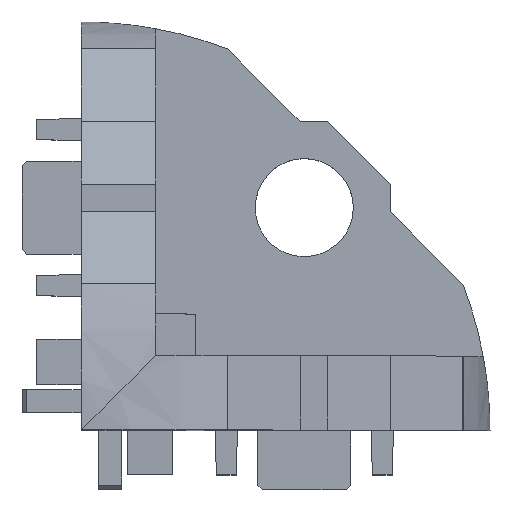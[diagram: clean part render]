
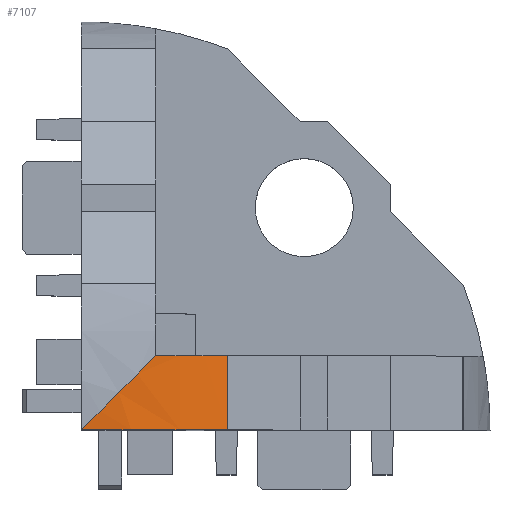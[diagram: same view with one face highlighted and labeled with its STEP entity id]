
A CAD part, top view. The second image highlights one B-rep face of the part: STEP entity #7107.
In plain terms, the highlighted cylindrical face has radius 27.5 mm (diameter 55 mm), a partial arc.
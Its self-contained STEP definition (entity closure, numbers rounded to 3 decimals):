
#2323 = PLANE('',#2324);
#2324 = AXIS2_PLACEMENT_3D('',#2325,#2326,#2327);
#2325 = CARTESIAN_POINT('',(0.,0.,27.5));
#2326 = DIRECTION('',(0.,1.,0.));
#2327 = DIRECTION('',(0.,-0.,1.));
#5027 = PLANE('',#5028);
#5028 = AXIS2_PLACEMENT_3D('',#5029,#5030,#5031);
#5029 = CARTESIAN_POINT('',(5.,5.,32.5));
#5030 = DIRECTION('',(0.,1.,0.));
#5031 = DIRECTION('',(0.,-0.,1.));
#5827 = EDGE_CURVE('',#5828,#5830,#5832,.T.);
#5828 = VERTEX_POINT('',#5829);
#5829 = CARTESIAN_POINT('',(9.837,5.,25.681));
#5830 = VERTEX_POINT('',#5831);
#5831 = CARTESIAN_POINT('',(9.837,0.,25.681));
#5832 = SURFACE_CURVE('',#5833,(#5837,#5849),.PCURVE_S1.);
#5833 = LINE('',#5834,#5835);
#5834 = CARTESIAN_POINT('',(9.837,5.,25.681));
#5835 = VECTOR('',#5836,1.);
#5836 = DIRECTION('',(-0.,-1.,-0.));
#5837 = PCURVE('',#5838,#5843);
#5838 = PLANE('',#5839);
#5839 = AXIS2_PLACEMENT_3D('',#5840,#5841,#5842);
#5840 = CARTESIAN_POINT('',(9.834,5.,25.678));
#5841 = DIRECTION('',(0.707,0.,-0.707));
#5842 = DIRECTION('',(-0.707,0.,-0.707));
#5843 = DEFINITIONAL_REPRESENTATION('',(#5844),#5848);
#5844 = LINE('',#5845,#5846);
#5845 = CARTESIAN_POINT('',(-0.004,0.));
#5846 = VECTOR('',#5847,1.);
#5847 = DIRECTION('',(0.,-1.));
#5848 = ( GEOMETRIC_REPRESENTATION_CONTEXT(2) 
PARAMETRIC_REPRESENTATION_CONTEXT() REPRESENTATION_CONTEXT('2D SPACE',''
  ) );
#5849 = PCURVE('',#5850,#5855);
#5850 = CYLINDRICAL_SURFACE('',#5851,27.5);
#5851 = AXIS2_PLACEMENT_3D('',#5852,#5853,#5854);
#5852 = CARTESIAN_POINT('',(0.,5.,0.)
  );
#5853 = DIRECTION('',(-0.,1.,0.));
#5854 = DIRECTION('',(0.,0.,-1.));
#5855 = DEFINITIONAL_REPRESENTATION('',(#5856),#5860);
#5856 = LINE('',#5857,#5858);
#5857 = CARTESIAN_POINT('',(3.507,0.));
#5858 = VECTOR('',#5859,1.);
#5859 = DIRECTION('',(0.,-1.));
#5860 = ( GEOMETRIC_REPRESENTATION_CONTEXT(2) 
PARAMETRIC_REPRESENTATION_CONTEXT() REPRESENTATION_CONTEXT('2D SPACE',''
  ) );
#6508 = CYLINDRICAL_SURFACE('',#6509,27.5);
#6509 = AXIS2_PLACEMENT_3D('',#6510,#6511,#6512);
#6510 = CARTESIAN_POINT('',(5.,0.,0.)
  );
#6511 = DIRECTION('',(1.,-0.,-0.));
#6512 = DIRECTION('',(0.,0.,1.));
#7107 = ADVANCED_FACE('',(#7108),#5850,.T.);
#7108 = FACE_BOUND('',#7109,.T.);
#7109 = EDGE_LOOP('',(#7110,#7111,#7135,#7203));
#7110 = ORIENTED_EDGE('',*,*,#5827,.F.);
#7111 = ORIENTED_EDGE('',*,*,#7112,.F.);
#7112 = EDGE_CURVE('',#7113,#5828,#7115,.T.);
#7113 = VERTEX_POINT('',#7114);
#7114 = CARTESIAN_POINT('',(5.,5.,27.042));
#7115 = SURFACE_CURVE('',#7116,(#7121,#7128),.PCURVE_S1.);
#7116 = CIRCLE('',#7117,27.5);
#7117 = AXIS2_PLACEMENT_3D('',#7118,#7119,#7120);
#7118 = CARTESIAN_POINT('',(0.,5.,0.)
  );
#7119 = DIRECTION('',(-0.,1.,0.));
#7120 = DIRECTION('',(1.,0.,0.));
#7121 = PCURVE('',#5850,#7122);
#7122 = DEFINITIONAL_REPRESENTATION('',(#7123),#7127);
#7123 = LINE('',#7124,#7125);
#7124 = CARTESIAN_POINT('',(-1.571,0.));
#7125 = VECTOR('',#7126,1.);
#7126 = DIRECTION('',(1.,0.));
#7127 = ( GEOMETRIC_REPRESENTATION_CONTEXT(2) 
PARAMETRIC_REPRESENTATION_CONTEXT() REPRESENTATION_CONTEXT('2D SPACE',''
  ) );
#7128 = PCURVE('',#5027,#7129);
#7129 = DEFINITIONAL_REPRESENTATION('',(#7130),#7134);
#7130 = CIRCLE('',#7131,27.5);
#7131 = AXIS2_PLACEMENT_2D('',#7132,#7133);
#7132 = CARTESIAN_POINT('',(-32.5,-5.));
#7133 = DIRECTION('',(0.,1.));
#7134 = ( GEOMETRIC_REPRESENTATION_CONTEXT(2) 
PARAMETRIC_REPRESENTATION_CONTEXT() REPRESENTATION_CONTEXT('2D SPACE',''
  ) );
#7135 = ORIENTED_EDGE('',*,*,#7136,.F.);
#7136 = EDGE_CURVE('',#7137,#7113,#7139,.T.);
#7137 = VERTEX_POINT('',#7138);
#7138 = CARTESIAN_POINT('',(0.,0.,27.5));
#7139 = SURFACE_CURVE('',#7140,(#7145,#7174),.PCURVE_S1.);
#7140 = ELLIPSE('',#7141,38.891,27.5);
#7141 = AXIS2_PLACEMENT_3D('',#7142,#7143,#7144);
#7142 = CARTESIAN_POINT('',(0.,0.,
    0.));
#7143 = DIRECTION('',(-0.707,0.707,0.));
#7144 = DIRECTION('',(-0.707,-0.707,-0.));
#7145 = PCURVE('',#5850,#7146);
#7146 = DEFINITIONAL_REPRESENTATION('',(#7147),#7173);
#7147 = B_SPLINE_CURVE_WITH_KNOTS('',3,(#7148,#7149,#7150,#7151,#7152,
    #7153,#7154,#7155,#7156,#7157,#7158,#7159,#7160,#7161,#7162,#7163,
    #7164,#7165,#7166,#7167,#7168,#7169,#7170,#7171,#7172),
  .UNSPECIFIED.,.F.,.F.,(4,1,1,1,1,1,1,1,1,1,1,1,1,1,1,1,1,1,1,1,1,1,4),
  (1.571,1.579,1.587,1.596,
    1.604,1.612,1.621,1.629,
    1.637,1.646,1.654,1.662,
    1.671,1.679,1.687,1.695,
    1.704,1.712,1.72,1.729,
    1.737,1.745,1.754),
  .QUASI_UNIFORM_KNOTS.);
#7148 = CARTESIAN_POINT('',(3.142,-5.));
#7149 = CARTESIAN_POINT('',(3.144,-4.924));
#7150 = CARTESIAN_POINT('',(3.15,-4.771));
#7151 = CARTESIAN_POINT('',(3.158,-4.543));
#7152 = CARTESIAN_POINT('',(3.167,-4.314));
#7153 = CARTESIAN_POINT('',(3.175,-4.086));
#7154 = CARTESIAN_POINT('',(3.183,-3.858));
#7155 = CARTESIAN_POINT('',(3.191,-3.629));
#7156 = CARTESIAN_POINT('',(3.2,-3.401));
#7157 = CARTESIAN_POINT('',(3.208,-3.173));
#7158 = CARTESIAN_POINT('',(3.216,-2.945));
#7159 = CARTESIAN_POINT('',(3.225,-2.717));
#7160 = CARTESIAN_POINT('',(3.233,-2.489));
#7161 = CARTESIAN_POINT('',(3.241,-2.262));
#7162 = CARTESIAN_POINT('',(3.25,-2.035));
#7163 = CARTESIAN_POINT('',(3.258,-1.808));
#7164 = CARTESIAN_POINT('',(3.266,-1.581));
#7165 = CARTESIAN_POINT('',(3.275,-1.354));
#7166 = CARTESIAN_POINT('',(3.283,-1.128));
#7167 = CARTESIAN_POINT('',(3.291,-0.901));
#7168 = CARTESIAN_POINT('',(3.299,-0.676));
#7169 = CARTESIAN_POINT('',(3.308,-0.45));
#7170 = CARTESIAN_POINT('',(3.316,-0.225));
#7171 = CARTESIAN_POINT('',(3.322,-0.075));
#7172 = CARTESIAN_POINT('',(3.324,0.));
#7173 = ( GEOMETRIC_REPRESENTATION_CONTEXT(2) 
PARAMETRIC_REPRESENTATION_CONTEXT() REPRESENTATION_CONTEXT('2D SPACE',''
  ) );
#7174 = PCURVE('',#6508,#7175);
#7175 = DEFINITIONAL_REPRESENTATION('',(#7176),#7202);
#7176 = B_SPLINE_CURVE_WITH_KNOTS('',3,(#7177,#7178,#7179,#7180,#7181,
    #7182,#7183,#7184,#7185,#7186,#7187,#7188,#7189,#7190,#7191,#7192,
    #7193,#7194,#7195,#7196,#7197,#7198,#7199,#7200,#7201),
  .UNSPECIFIED.,.F.,.F.,(4,1,1,1,1,1,1,1,1,1,1,1,1,1,1,1,1,1,1,1,1,1,4),
  (1.571,1.579,1.587,1.596,
    1.604,1.612,1.621,1.629,
    1.637,1.646,1.654,1.662,
    1.671,1.679,1.687,1.695,
    1.704,1.712,1.72,1.729,
    1.737,1.745,1.754),
  .QUASI_UNIFORM_KNOTS.);
#7177 = CARTESIAN_POINT('',(6.283,-5.));
#7178 = CARTESIAN_POINT('',(6.28,-4.924));
#7179 = CARTESIAN_POINT('',(6.275,-4.771));
#7180 = CARTESIAN_POINT('',(6.267,-4.543));
#7181 = CARTESIAN_POINT('',(6.258,-4.314));
#7182 = CARTESIAN_POINT('',(6.25,-4.086));
#7183 = CARTESIAN_POINT('',(6.242,-3.858));
#7184 = CARTESIAN_POINT('',(6.233,-3.629));
#7185 = CARTESIAN_POINT('',(6.225,-3.401));
#7186 = CARTESIAN_POINT('',(6.217,-3.173));
#7187 = CARTESIAN_POINT('',(6.208,-2.945));
#7188 = CARTESIAN_POINT('',(6.2,-2.717));
#7189 = CARTESIAN_POINT('',(6.192,-2.489));
#7190 = CARTESIAN_POINT('',(6.183,-2.262));
#7191 = CARTESIAN_POINT('',(6.175,-2.035));
#7192 = CARTESIAN_POINT('',(6.167,-1.808));
#7193 = CARTESIAN_POINT('',(6.159,-1.581));
#7194 = CARTESIAN_POINT('',(6.15,-1.354));
#7195 = CARTESIAN_POINT('',(6.142,-1.128));
#7196 = CARTESIAN_POINT('',(6.134,-0.901));
#7197 = CARTESIAN_POINT('',(6.125,-0.676));
#7198 = CARTESIAN_POINT('',(6.117,-0.45));
#7199 = CARTESIAN_POINT('',(6.109,-0.225));
#7200 = CARTESIAN_POINT('',(6.103,-0.075));
#7201 = CARTESIAN_POINT('',(6.1,0.));
#7202 = ( GEOMETRIC_REPRESENTATION_CONTEXT(2) 
PARAMETRIC_REPRESENTATION_CONTEXT() REPRESENTATION_CONTEXT('2D SPACE',''
  ) );
#7203 = ORIENTED_EDGE('',*,*,#7204,.T.);
#7204 = EDGE_CURVE('',#7137,#5830,#7205,.T.);
#7205 = SURFACE_CURVE('',#7206,(#7211,#7218),.PCURVE_S1.);
#7206 = CIRCLE('',#7207,27.5);
#7207 = AXIS2_PLACEMENT_3D('',#7208,#7209,#7210);
#7208 = CARTESIAN_POINT('',(0.,0.,0.)
  );
#7209 = DIRECTION('',(-0.,1.,0.));
#7210 = DIRECTION('',(1.,0.,0.));
#7211 = PCURVE('',#5850,#7212);
#7212 = DEFINITIONAL_REPRESENTATION('',(#7213),#7217);
#7213 = LINE('',#7214,#7215);
#7214 = CARTESIAN_POINT('',(-1.571,-5.));
#7215 = VECTOR('',#7216,1.);
#7216 = DIRECTION('',(1.,0.));
#7217 = ( GEOMETRIC_REPRESENTATION_CONTEXT(2) 
PARAMETRIC_REPRESENTATION_CONTEXT() REPRESENTATION_CONTEXT('2D SPACE',''
  ) );
#7218 = PCURVE('',#2323,#7219);
#7219 = DEFINITIONAL_REPRESENTATION('',(#7220),#7224);
#7220 = CIRCLE('',#7221,27.5);
#7221 = AXIS2_PLACEMENT_2D('',#7222,#7223);
#7222 = CARTESIAN_POINT('',(-27.5,0.));
#7223 = DIRECTION('',(0.,1.));
#7224 = ( GEOMETRIC_REPRESENTATION_CONTEXT(2) 
PARAMETRIC_REPRESENTATION_CONTEXT() REPRESENTATION_CONTEXT('2D SPACE',''
  ) );
